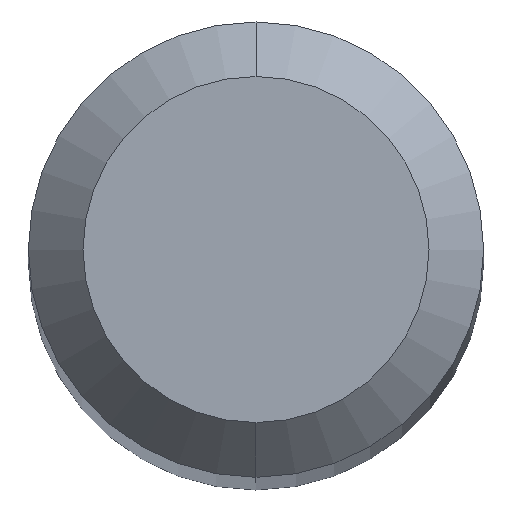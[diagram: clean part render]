
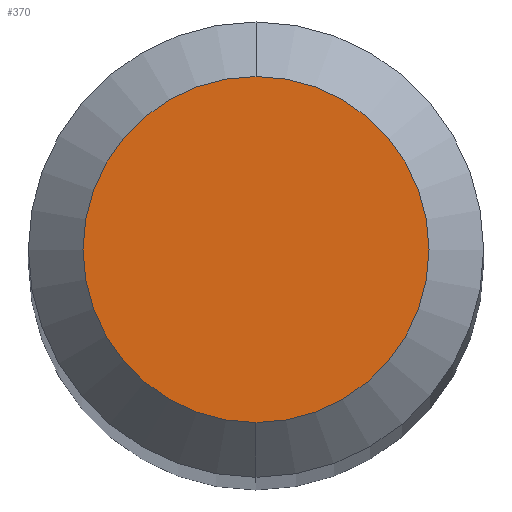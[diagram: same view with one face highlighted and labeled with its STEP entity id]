
A CAD part, top view. The second image highlights one B-rep face of the part: STEP entity #370.
In plain terms, the highlighted planar face has unit normal (0, 0, 1).
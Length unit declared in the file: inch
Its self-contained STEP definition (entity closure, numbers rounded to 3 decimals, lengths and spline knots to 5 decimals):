
#5 = DIRECTION ( 'NONE',  ( 0., -1., 0. ) ) ;
#13 = DIRECTION ( 'NONE',  ( 0., 1., 0. ) ) ;
#36 = CIRCLE ( 'NONE', #547, 0.0475 ) ;
#55 = CIRCLE ( 'NONE', #308, 0.0475 ) ;
#83 = EDGE_CURVE ( 'NONE', #506, #378, #36, .T. ) ;
#181 = FACE_OUTER_BOUND ( 'NONE', #304, .T. ) ;
#221 = CARTESIAN_POINT ( 'NONE',  ( 0., 0., 0. ) ) ;
#228 = CARTESIAN_POINT ( 'NONE',  ( 0., 0.0475, 0. ) ) ;
#244 = CARTESIAN_POINT ( 'NONE',  ( 0., -0.0475, 0. ) ) ;
#256 = ORIENTED_EDGE ( 'NONE', *, *, #299, .T. ) ;
#299 = EDGE_CURVE ( 'NONE', #378, #506, #55, .T. ) ;
#304 = EDGE_LOOP ( 'NONE', ( #256, #460 ) ) ;
#307 = AXIS2_PLACEMENT_3D ( 'NONE', #228, #397, #13 ) ;
#308 = AXIS2_PLACEMENT_3D ( 'NONE', #221, #391, #5 ) ;
#322 = DIRECTION ( 'NONE',  ( 0., 0., 1. ) ) ;
#356 = PLANE ( 'NONE',  #307 ) ;
#370 = ADVANCED_FACE ( 'NONE', ( #181 ), #356, .F. ) ;
#378 = VERTEX_POINT ( 'NONE', #401 ) ;
#391 = DIRECTION ( 'NONE',  ( 0., 0., 1. ) ) ;
#397 = DIRECTION ( 'NONE',  ( 0., 0., -1. ) ) ;
#401 = CARTESIAN_POINT ( 'NONE',  ( 0., 0.0475, 0. ) ) ;
#460 = ORIENTED_EDGE ( 'NONE', *, *, #83, .T. ) ;
#462 = CARTESIAN_POINT ( 'NONE',  ( 0., 0., 0. ) ) ;
#506 = VERTEX_POINT ( 'NONE', #244 ) ;
#541 = DIRECTION ( 'NONE',  ( 0., -1., 0. ) ) ;
#547 = AXIS2_PLACEMENT_3D ( 'NONE', #462, #322, #541 ) ;
